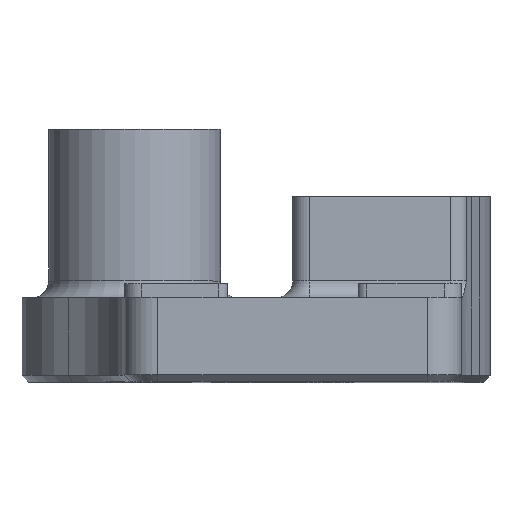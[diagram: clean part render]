
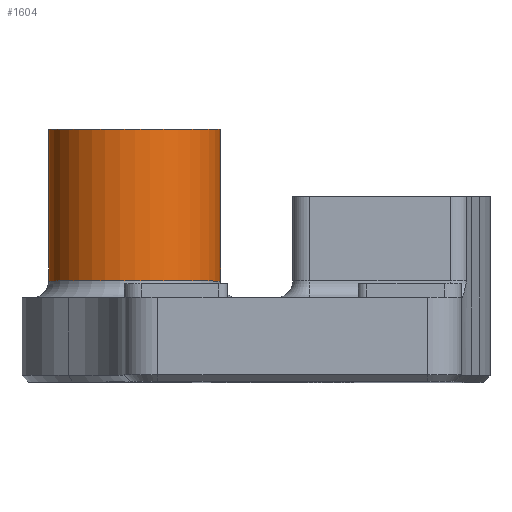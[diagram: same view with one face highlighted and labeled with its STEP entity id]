
A CAD part, top view. The second image highlights one B-rep face of the part: STEP entity #1604.
In plain terms, the highlighted cylindrical face has radius 5.1 mm (diameter 10.2 mm), a full revolution.
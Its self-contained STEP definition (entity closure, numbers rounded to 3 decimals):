
#31=CYLINDRICAL_SURFACE('',#1810,5.1);
#138=FACE_OUTER_BOUND('',#234,.T.);
#234=EDGE_LOOP('',(#1248,#1249,#1250,#1251,#1252));
#362=LINE('',#2721,#486);
#486=VECTOR('',#2203,5.1);
#597=CIRCLE('',#1811,5.1);
#598=CIRCLE('',#1812,5.1);
#599=CIRCLE('',#1813,5.1);
#737=VERTEX_POINT('',#2718);
#738=VERTEX_POINT('',#2720);
#739=VERTEX_POINT('',#2722);
#922=EDGE_CURVE('',#737,#737,#597,.T.);
#923=EDGE_CURVE('',#737,#738,#362,.T.);
#924=EDGE_CURVE('',#739,#738,#598,.T.);
#925=EDGE_CURVE('',#738,#739,#599,.T.);
#1248=ORIENTED_EDGE('',*,*,#922,.T.);
#1249=ORIENTED_EDGE('',*,*,#923,.T.);
#1250=ORIENTED_EDGE('',*,*,#924,.F.);
#1251=ORIENTED_EDGE('',*,*,#925,.F.);
#1252=ORIENTED_EDGE('',*,*,#923,.F.);
#1604=ADVANCED_FACE('',(#138),#31,.T.);
#1810=AXIS2_PLACEMENT_3D('',#2717,#2199,#2200);
#1811=AXIS2_PLACEMENT_3D('',#2719,#2201,#2202);
#1812=AXIS2_PLACEMENT_3D('',#2723,#2204,#2205);
#1813=AXIS2_PLACEMENT_3D('',#2724,#2206,#2207);
#2199=DIRECTION('center_axis',(0.,1.,0.));
#2200=DIRECTION('ref_axis',(-1.,0.,0.));
#2201=DIRECTION('center_axis',(0.,-1.,
0.));
#2202=DIRECTION('ref_axis',(-1.,0.,0.));
#2203=DIRECTION('',(0.,-1.,0.));
#2204=DIRECTION('center_axis',(0.,-1.,
0.));
#2205=DIRECTION('ref_axis',(-1.,0.,0.));
#2206=DIRECTION('center_axis',(0.,-1.,
0.));
#2207=DIRECTION('ref_axis',(-1.,0.,0.));
#2717=CARTESIAN_POINT('Origin',(-161.994,-53.,135.9));
#2718=CARTESIAN_POINT('',(-156.894,-43.,135.9));
#2719=CARTESIAN_POINT('Origin',(-161.994,-43.,135.9));
#2720=CARTESIAN_POINT('',(-156.894,-52.,135.9));
#2721=CARTESIAN_POINT('',(-156.894,-53.,135.9));
#2722=CARTESIAN_POINT('',(-161.994,-52.,141.));
#2723=CARTESIAN_POINT('Origin',(-161.994,-52.,135.9));
#2724=CARTESIAN_POINT('Origin',(-161.994,-52.,135.9));
